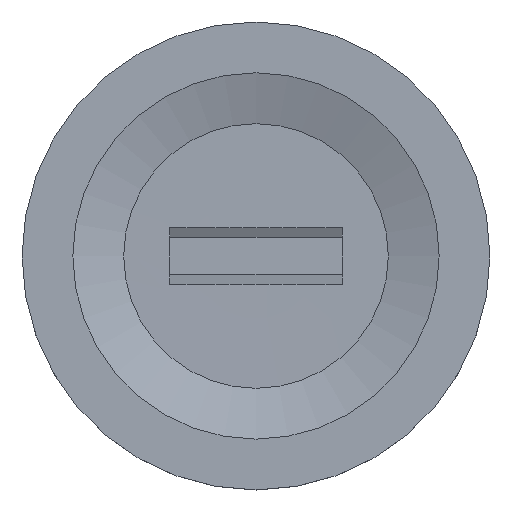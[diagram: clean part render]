
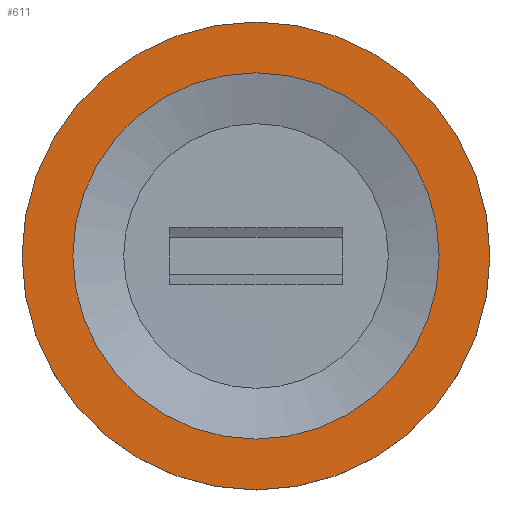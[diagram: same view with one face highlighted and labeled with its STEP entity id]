
A CAD part, top view. The second image highlights one B-rep face of the part: STEP entity #611.
In plain terms, the highlighted planar face has unit normal (0, 0, 1).
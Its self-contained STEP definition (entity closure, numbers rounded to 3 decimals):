
#20=FACE_BOUND('',#220,.T.);
#41=CIRCLE('',#650,9.688);
#43=CIRCLE('',#660,12.375);
#146=PLANE('',#661);
#180=FACE_OUTER_BOUND('',#219,.T.);
#219=EDGE_LOOP('',(#572));
#220=EDGE_LOOP('',(#573));
#301=VERTEX_POINT('',#1157);
#306=VERTEX_POINT('',#1180);
#385=EDGE_CURVE('',#301,#301,#41,.T.);
#395=EDGE_CURVE('',#306,#306,#43,.T.);
#572=ORIENTED_EDGE('',*,*,#395,.F.);
#573=ORIENTED_EDGE('',*,*,#385,.T.);
#611=ADVANCED_FACE('',(#180,#20),#146,.F.);
#650=AXIS2_PLACEMENT_3D('',#1158,#758,#759);
#660=AXIS2_PLACEMENT_3D('',#1181,#786,#787);
#661=AXIS2_PLACEMENT_3D('',#1182,#788,#789);
#758=DIRECTION('center_axis',(0.,0.,-1.));
#759=DIRECTION('ref_axis',(-1.,0.,0.));
#786=DIRECTION('center_axis',(0.,0.,-1.));
#787=DIRECTION('ref_axis',(-1.,0.,0.));
#788=DIRECTION('center_axis',(0.,0.,-1.));
#789=DIRECTION('ref_axis',(-1.,0.,0.));
#1157=CARTESIAN_POINT('',(8.514,-2.288,2.4));
#1158=CARTESIAN_POINT('Origin',(-1.174,-2.288,2.4));
#1180=CARTESIAN_POINT('',(11.201,-2.288,2.4));
#1181=CARTESIAN_POINT('Origin',(-1.174,-2.288,2.4));
#1182=CARTESIAN_POINT('Origin',(-1.174,-2.288,2.4));
